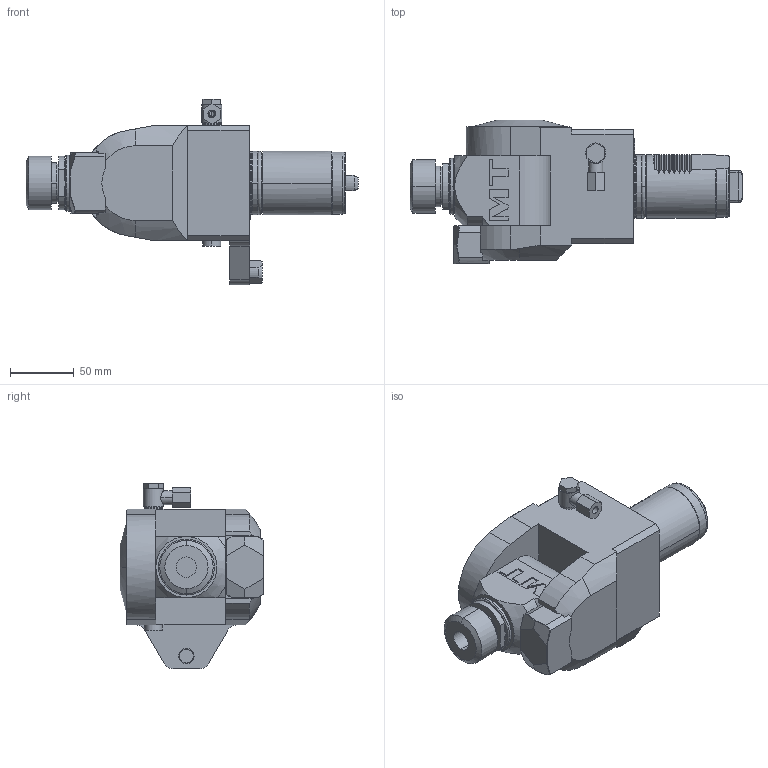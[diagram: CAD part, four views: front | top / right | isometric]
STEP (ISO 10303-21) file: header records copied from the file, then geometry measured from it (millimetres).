
FILE_DESCRIPTION((''),'2;1');
FILE_NAME('MZK0610125_CONF','2024-12-12T11:39:15',('smalpassi'),('M.T. srl'),'CREO PARAMETRIC BY PTC INC, 2023352','CREO PARAMETRIC BY PTC INC, 2023352','');
FILE_SCHEMA(('CONFIG_CONTROL_DESIGN'));
Length unit declared in the file: millimetre
Products named in the file (1): MZK0610125_CONF
Bounding box: 261.16 x 113.2 x 146 mm (x, y, z)
Volume: 1223472.9 mm3; surface area: 104809.5 mm2
Topology: 1 solids, 1 shells, 336 faces, 872 edges, 565 vertices
Faces by surface type: plane 199, cylinder 86, cone 28, torus 13, bspline 4, extrusion 4, sphere 2
Entity records: 11219 total; most frequent: CARTESIAN_POINT 3002, ORIENTED_EDGE 1744, DIRECTION 1635, EDGE_CURVE 872, VERTEX_POINT 565, AXIS2_PLACEMENT_3D 558, VECTOR 519, LINE 515
